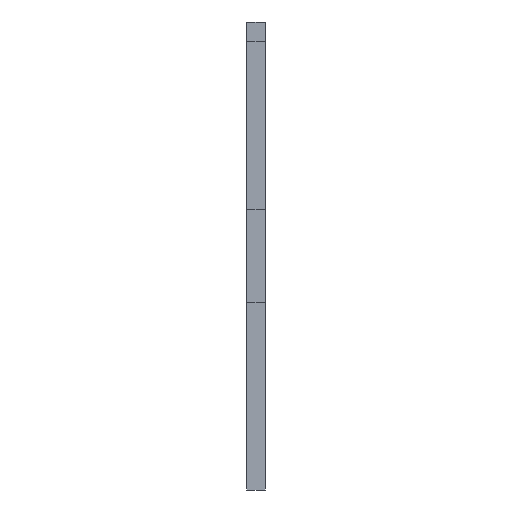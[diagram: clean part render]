
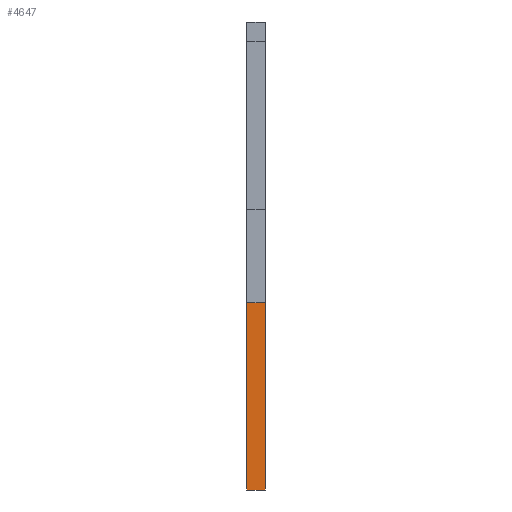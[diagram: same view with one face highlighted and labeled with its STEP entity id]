
A CAD part, front view. The second image highlights one B-rep face of the part: STEP entity #4647.
In plain terms, the highlighted planar face has unit normal (0, -1, 0).
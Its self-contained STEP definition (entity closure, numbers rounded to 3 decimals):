
#44 = PLANE('',#45);
#45 = AXIS2_PLACEMENT_3D('',#46,#47,#48);
#46 = CARTESIAN_POINT('',(0.,0.,
    0.));
#47 = DIRECTION('',(1.,0.,0.));
#48 = DIRECTION('',(0.,0.,1.));
#100 = PLANE('',#101);
#101 = AXIS2_PLACEMENT_3D('',#102,#103,#104);
#102 = CARTESIAN_POINT('',(6.,0.,0.));
#103 = DIRECTION('',(1.,0.,0.));
#104 = DIRECTION('',(0.,0.,1.));
#278 = VERTEX_POINT('',#279);
#279 = CARTESIAN_POINT('',(0.,-268.6,-15.));
#293 = PLANE('',#294);
#294 = AXIS2_PLACEMENT_3D('',#295,#296,#297);
#295 = CARTESIAN_POINT('',(6.,-268.6,-15.));
#296 = DIRECTION('',(0.,0.,-1.));
#297 = DIRECTION('',(0.,1.,0.));
#305 = EDGE_CURVE('',#306,#278,#308,.T.);
#306 = VERTEX_POINT('',#307);
#307 = CARTESIAN_POINT('',(0.,-268.6,-75.));
#308 = SURFACE_CURVE('',#309,(#313,#320),.PCURVE_S1.);
#309 = LINE('',#310,#311);
#310 = CARTESIAN_POINT('',(0.,-268.6,-37.5));
#311 = VECTOR('',#312,1.);
#312 = DIRECTION('',(0.,0.,1.));
#313 = PCURVE('',#44,#314);
#314 = DEFINITIONAL_REPRESENTATION('',(#315),#319);
#315 = LINE('',#316,#317);
#316 = CARTESIAN_POINT('',(-37.5,268.6));
#317 = VECTOR('',#318,1.);
#318 = DIRECTION('',(1.,0.));
#319 = ( GEOMETRIC_REPRESENTATION_CONTEXT(2) 
PARAMETRIC_REPRESENTATION_CONTEXT() REPRESENTATION_CONTEXT('2D SPACE',''
  ) );
#320 = PCURVE('',#321,#326);
#321 = PLANE('',#322);
#322 = AXIS2_PLACEMENT_3D('',#323,#324,#325);
#323 = CARTESIAN_POINT('',(6.,-268.6,-75.));
#324 = DIRECTION('',(0.,-1.,0.));
#325 = DIRECTION('',(0.,0.,-1.));
#326 = DEFINITIONAL_REPRESENTATION('',(#327),#331);
#327 = LINE('',#328,#329);
#328 = CARTESIAN_POINT('',(-37.5,-6.));
#329 = VECTOR('',#330,1.);
#330 = DIRECTION('',(-1.,0.));
#331 = ( GEOMETRIC_REPRESENTATION_CONTEXT(2) 
PARAMETRIC_REPRESENTATION_CONTEXT() REPRESENTATION_CONTEXT('2D SPACE',''
  ) );
#349 = PLANE('',#350);
#350 = AXIS2_PLACEMENT_3D('',#351,#352,#353);
#351 = CARTESIAN_POINT('',(0.,275.,-75.));
#352 = DIRECTION('',(0.,0.,-1.));
#353 = DIRECTION('',(0.,-1.,0.));
#2353 = VERTEX_POINT('',#2354);
#2354 = CARTESIAN_POINT('',(6.,-268.6,-15.));
#2375 = EDGE_CURVE('',#2376,#2353,#2378,.T.);
#2376 = VERTEX_POINT('',#2377);
#2377 = CARTESIAN_POINT('',(6.,-268.6,-75.));
#2378 = SURFACE_CURVE('',#2379,(#2383,#2390),.PCURVE_S1.);
#2379 = LINE('',#2380,#2381);
#2380 = CARTESIAN_POINT('',(6.,-268.6,-75.));
#2381 = VECTOR('',#2382,1.);
#2382 = DIRECTION('',(0.,0.,1.));
#2383 = PCURVE('',#100,#2384);
#2384 = DEFINITIONAL_REPRESENTATION('',(#2385),#2389);
#2385 = LINE('',#2386,#2387);
#2386 = CARTESIAN_POINT('',(-75.,268.6));
#2387 = VECTOR('',#2388,1.);
#2388 = DIRECTION('',(1.,0.));
#2389 = ( GEOMETRIC_REPRESENTATION_CONTEXT(2) 
PARAMETRIC_REPRESENTATION_CONTEXT() REPRESENTATION_CONTEXT('2D SPACE',''
  ) );
#2390 = PCURVE('',#321,#2391);
#2391 = DEFINITIONAL_REPRESENTATION('',(#2392),#2396);
#2392 = LINE('',#2393,#2394);
#2393 = CARTESIAN_POINT('',(0.,0.));
#2394 = VECTOR('',#2395,1.);
#2395 = DIRECTION('',(-1.,0.));
#2396 = ( GEOMETRIC_REPRESENTATION_CONTEXT(2) 
PARAMETRIC_REPRESENTATION_CONTEXT() REPRESENTATION_CONTEXT('2D SPACE',''
  ) );
#4627 = EDGE_CURVE('',#2376,#306,#4628,.T.);
#4628 = SURFACE_CURVE('',#4629,(#4633,#4640),.PCURVE_S1.);
#4629 = LINE('',#4630,#4631);
#4630 = CARTESIAN_POINT('',(6.,-268.6,-75.));
#4631 = VECTOR('',#4632,1.);
#4632 = DIRECTION('',(-1.,0.,0.));
#4633 = PCURVE('',#349,#4634);
#4634 = DEFINITIONAL_REPRESENTATION('',(#4635),#4639);
#4635 = LINE('',#4636,#4637);
#4636 = CARTESIAN_POINT('',(543.6,-6.));
#4637 = VECTOR('',#4638,1.);
#4638 = DIRECTION('',(0.,1.));
#4639 = ( GEOMETRIC_REPRESENTATION_CONTEXT(2) 
PARAMETRIC_REPRESENTATION_CONTEXT() REPRESENTATION_CONTEXT('2D SPACE',''
  ) );
#4640 = PCURVE('',#321,#4641);
#4641 = DEFINITIONAL_REPRESENTATION('',(#4642),#4646);
#4642 = LINE('',#4643,#4644);
#4643 = CARTESIAN_POINT('',(-0.,0.));
#4644 = VECTOR('',#4645,1.);
#4645 = DIRECTION('',(0.,-1.));
#4646 = ( GEOMETRIC_REPRESENTATION_CONTEXT(2) 
PARAMETRIC_REPRESENTATION_CONTEXT() REPRESENTATION_CONTEXT('2D SPACE',''
  ) );
#4647 = ADVANCED_FACE('',(#4648),#321,.T.);
#4648 = FACE_BOUND('',#4649,.F.);
#4649 = EDGE_LOOP('',(#4650,#4651,#4652,#4653));
#4650 = ORIENTED_EDGE('',*,*,#2375,.F.);
#4651 = ORIENTED_EDGE('',*,*,#4627,.T.);
#4652 = ORIENTED_EDGE('',*,*,#305,.T.);
#4653 = ORIENTED_EDGE('',*,*,#4654,.F.);
#4654 = EDGE_CURVE('',#2353,#278,#4655,.T.);
#4655 = SURFACE_CURVE('',#4656,(#4660,#4667),.PCURVE_S1.);
#4656 = LINE('',#4657,#4658);
#4657 = CARTESIAN_POINT('',(6.,-268.6,-15.));
#4658 = VECTOR('',#4659,1.);
#4659 = DIRECTION('',(-1.,0.,0.));
#4660 = PCURVE('',#321,#4661);
#4661 = DEFINITIONAL_REPRESENTATION('',(#4662),#4666);
#4662 = LINE('',#4663,#4664);
#4663 = CARTESIAN_POINT('',(-60.,0.));
#4664 = VECTOR('',#4665,1.);
#4665 = DIRECTION('',(0.,-1.));
#4666 = ( GEOMETRIC_REPRESENTATION_CONTEXT(2) 
PARAMETRIC_REPRESENTATION_CONTEXT() REPRESENTATION_CONTEXT('2D SPACE',''
  ) );
#4667 = PCURVE('',#293,#4668);
#4668 = DEFINITIONAL_REPRESENTATION('',(#4669),#4673);
#4669 = LINE('',#4670,#4671);
#4670 = CARTESIAN_POINT('',(0.,-0.));
#4671 = VECTOR('',#4672,1.);
#4672 = DIRECTION('',(0.,-1.));
#4673 = ( GEOMETRIC_REPRESENTATION_CONTEXT(2) 
PARAMETRIC_REPRESENTATION_CONTEXT() REPRESENTATION_CONTEXT('2D SPACE',''
  ) );
